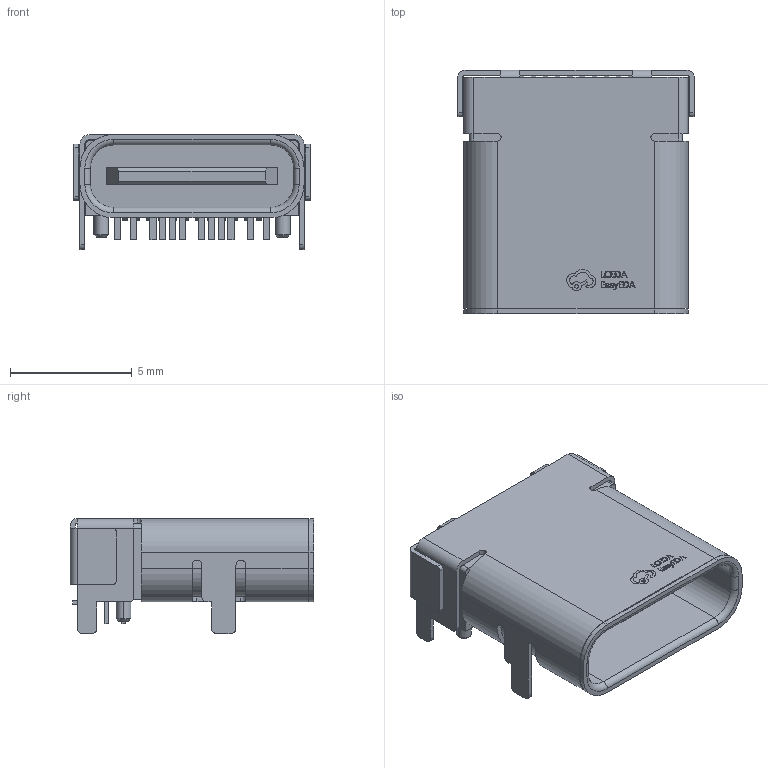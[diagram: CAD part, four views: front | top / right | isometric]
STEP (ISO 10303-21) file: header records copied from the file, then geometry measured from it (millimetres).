
FILE_DESCRIPTION (( 'STEP AP214' ), '1' );
FILE_NAME ('USB-C-SMD_GT-USB-7001B.step', '2022-07-15T09:10:55', ( '' ), ( '' ), 'SwSTEP 2.0', 'SolidWorks 2020', '' );
FILE_SCHEMA (( 'AUTOMOTIVE_DESIGN' ));
Length unit declared in the file: millimetre
Products named in the file (1): USB-C-SMD_GT-USB-7001B
Bounding box: 9.7 x 10 x 4.72 mm (x, y, z)
Volume: 183.7 mm3; surface area: 970.1 mm2
Topology: 16 solids, 16 shells, 626 faces, 1667 edges, 1102 vertices
Faces by surface type: plane 392, bspline 112, cylinder 110, torus 8, cone 4
Entity records: 27027 total; most frequent: CARTESIAN_POINT 5500, ORIENTED_EDGE 3334, DIRECTION 2705, EDGE_CURVE 1667, VECTOR 1203, LINE 1203, VERTEX_POINT 1102, AXIS2_PLACEMENT_3D 751
